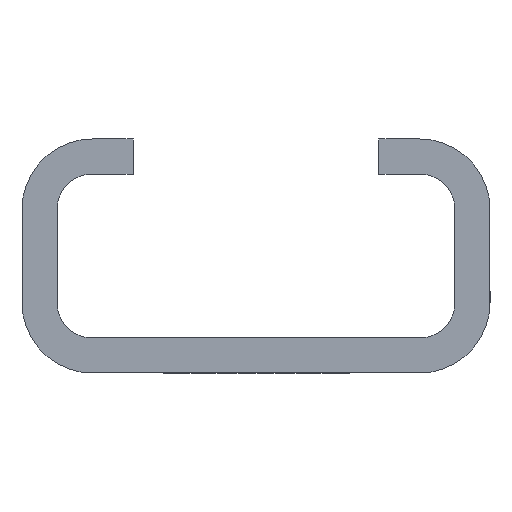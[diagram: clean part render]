
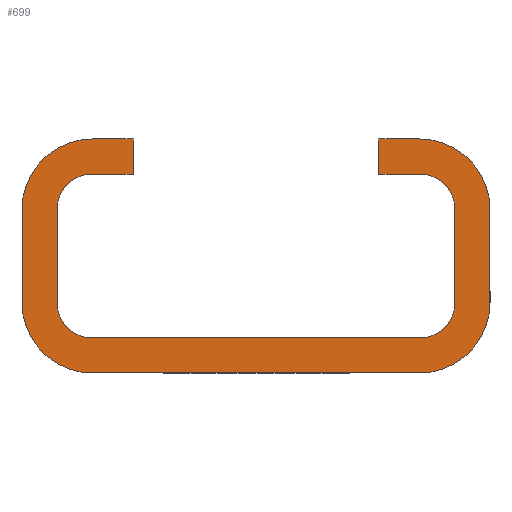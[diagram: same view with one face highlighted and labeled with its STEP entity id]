
A CAD part, left-side view. The second image highlights one B-rep face of the part: STEP entity #699.
In plain terms, the highlighted planar face has unit normal (-1, 0, 0).
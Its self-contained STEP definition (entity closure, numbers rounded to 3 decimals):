
#213=AXIS2_PLACEMENT_3D('Circle Axis2P3D',#211,#212,$) ;
#261=AXIS2_PLACEMENT_3D('Circle Axis2P3D',#259,#260,$) ;
#357=AXIS2_PLACEMENT_3D('Circle Axis2P3D',#355,#356,$) ;
#413=AXIS2_PLACEMENT_3D('Circle Axis2P3D',#411,#412,$) ;
#445=AXIS2_PLACEMENT_3D('Circle Axis2P3D',#443,#444,$) ;
#502=AXIS2_PLACEMENT_3D('Circle Axis2P3D',#500,#501,$) ;
#588=AXIS2_PLACEMENT_3D('Circle Axis2P3D',#586,#587,$) ;
#644=AXIS2_PLACEMENT_3D('Circle Axis2P3D',#642,#643,$) ;
#665=AXIS2_PLACEMENT_3D('Plane Axis2P3D',#662,#663,#664) ;
#208=CARTESIAN_POINT('Vertex',(0.,3.,1.5)) ;
#211=CARTESIAN_POINT('Axis2P3D Location',(0.,3.,3.)) ;
#215=CARTESIAN_POINT('Vertex',(0.,1.5,3.)) ;
#235=CARTESIAN_POINT('Line Origine',(0.,1.5,5.)) ;
#239=CARTESIAN_POINT('Vertex',(0.,1.5,7.)) ;
#259=CARTESIAN_POINT('Axis2P3D Location',(0.,3.,7.)) ;
#263=CARTESIAN_POINT('Vertex',(0.,3.,8.5)) ;
#283=CARTESIAN_POINT('Line Origine',(0.,3.875,8.5)) ;
#287=CARTESIAN_POINT('Vertex',(0.,4.75,8.5)) ;
#307=CARTESIAN_POINT('Line Origine',(0.,4.75,9.25)) ;
#311=CARTESIAN_POINT('Vertex',(0.,4.75,10.)) ;
#331=CARTESIAN_POINT('Line Origine',(0.,3.875,10.)) ;
#335=CARTESIAN_POINT('Vertex',(0.,3.,10.)) ;
#355=CARTESIAN_POINT('Axis2P3D Location',(0.,3.,7.)) ;
#359=CARTESIAN_POINT('Vertex',(0.,0.,7.)) ;
#379=CARTESIAN_POINT('Line Origine',(0.,0.,5.)) ;
#383=CARTESIAN_POINT('Vertex',(0.,0.,3.)) ;
#411=CARTESIAN_POINT('Axis2P3D Location',(0.,3.,3.)) ;
#415=CARTESIAN_POINT('Vertex',(0.,3.,0.)) ;
#440=CARTESIAN_POINT('Vertex',(0.,17.,0.)) ;
#443=CARTESIAN_POINT('Axis2P3D Location',(0.,17.,3.)) ;
#447=CARTESIAN_POINT('Vertex',(0.,20.,3.)) ;
#475=CARTESIAN_POINT('Line Origine',(0.,20.,5.)) ;
#479=CARTESIAN_POINT('Vertex',(0.,20.,7.)) ;
#500=CARTESIAN_POINT('Axis2P3D Location',(0.,17.,7.)) ;
#504=CARTESIAN_POINT('Vertex',(0.,17.,10.)) ;
#519=CARTESIAN_POINT('Line Origine',(0.,16.125,10.)) ;
#523=CARTESIAN_POINT('Vertex',(0.,15.25,10.)) ;
#543=CARTESIAN_POINT('Line Origine',(0.,15.25,9.25)) ;
#547=CARTESIAN_POINT('Vertex',(0.,15.25,8.5)) ;
#562=CARTESIAN_POINT('Line Origine',(0.,16.125,8.5)) ;
#566=CARTESIAN_POINT('Vertex',(0.,17.,8.5)) ;
#586=CARTESIAN_POINT('Axis2P3D Location',(0.,17.,7.)) ;
#590=CARTESIAN_POINT('Vertex',(0.,18.5,7.)) ;
#610=CARTESIAN_POINT('Line Origine',(0.,18.5,5.)) ;
#614=CARTESIAN_POINT('Vertex',(0.,18.5,3.)) ;
#642=CARTESIAN_POINT('Axis2P3D Location',(0.,17.,3.)) ;
#646=CARTESIAN_POINT('Vertex',(0.,17.,1.5)) ;
#662=CARTESIAN_POINT('Axis2P3D Location',(0.,17.,3.)) ;
#667=CARTESIAN_POINT('Line Origine',(0.,10.,0.)) ;
#672=CARTESIAN_POINT('Line Origine',(0.,10.,1.5)) ;
#212=DIRECTION('Axis2P3D Direction',(1.,0.,0.)) ;
#236=DIRECTION('Vector Direction',(0.,0.,-1.)) ;
#260=DIRECTION('Axis2P3D Direction',(1.,0.,0.)) ;
#284=DIRECTION('Vector Direction',(0.,-1.,0.)) ;
#308=DIRECTION('Vector Direction',(0.,0.,-1.)) ;
#332=DIRECTION('Vector Direction',(0.,1.,0.)) ;
#356=DIRECTION('Axis2P3D Direction',(1.,0.,0.)) ;
#380=DIRECTION('Vector Direction',(0.,0.,1.)) ;
#412=DIRECTION('Axis2P3D Direction',(1.,0.,0.)) ;
#444=DIRECTION('Axis2P3D Direction',(1.,0.,0.)) ;
#476=DIRECTION('Vector Direction',(0.,0.,-1.)) ;
#501=DIRECTION('Axis2P3D Direction',(1.,0.,0.)) ;
#520=DIRECTION('Vector Direction',(0.,1.,0.)) ;
#544=DIRECTION('Vector Direction',(0.,0.,1.)) ;
#563=DIRECTION('Vector Direction',(0.,-1.,0.)) ;
#587=DIRECTION('Axis2P3D Direction',(1.,0.,0.)) ;
#611=DIRECTION('Vector Direction',(0.,0.,1.)) ;
#643=DIRECTION('Axis2P3D Direction',(1.,0.,0.)) ;
#663=DIRECTION('Axis2P3D Direction',(-1.,0.,0.)) ;
#664=DIRECTION('Axis2P3D XDirection',(0.,-1.,0.)) ;
#668=DIRECTION('Vector Direction',(0.,-1.,0.)) ;
#673=DIRECTION('Vector Direction',(0.,1.,0.)) ;
#237=VECTOR('Line Direction',#236,1.) ;
#285=VECTOR('Line Direction',#284,1.) ;
#309=VECTOR('Line Direction',#308,1.) ;
#333=VECTOR('Line Direction',#332,1.) ;
#381=VECTOR('Line Direction',#380,1.) ;
#477=VECTOR('Line Direction',#476,1.) ;
#521=VECTOR('Line Direction',#520,1.) ;
#545=VECTOR('Line Direction',#544,1.) ;
#564=VECTOR('Line Direction',#563,1.) ;
#612=VECTOR('Line Direction',#611,1.) ;
#669=VECTOR('Line Direction',#668,1.) ;
#674=VECTOR('Line Direction',#673,1.) ;
#678=ORIENTED_EDGE('',*,*,#449,.T.) ;
#679=ORIENTED_EDGE('',*,*,#671,.T.) ;
#680=ORIENTED_EDGE('',*,*,#417,.T.) ;
#681=ORIENTED_EDGE('',*,*,#385,.T.) ;
#682=ORIENTED_EDGE('',*,*,#361,.T.) ;
#683=ORIENTED_EDGE('',*,*,#337,.T.) ;
#684=ORIENTED_EDGE('',*,*,#313,.T.) ;
#685=ORIENTED_EDGE('',*,*,#289,.T.) ;
#686=ORIENTED_EDGE('',*,*,#265,.T.) ;
#687=ORIENTED_EDGE('',*,*,#241,.T.) ;
#688=ORIENTED_EDGE('',*,*,#217,.T.) ;
#689=ORIENTED_EDGE('',*,*,#676,.T.) ;
#690=ORIENTED_EDGE('',*,*,#648,.T.) ;
#691=ORIENTED_EDGE('',*,*,#616,.T.) ;
#692=ORIENTED_EDGE('',*,*,#592,.T.) ;
#693=ORIENTED_EDGE('',*,*,#568,.T.) ;
#694=ORIENTED_EDGE('',*,*,#549,.T.) ;
#695=ORIENTED_EDGE('',*,*,#525,.T.) ;
#696=ORIENTED_EDGE('',*,*,#506,.T.) ;
#697=ORIENTED_EDGE('',*,*,#481,.T.) ;
#699=ADVANCED_FACE('Schnitt-Linear austragen1',(#698),#666,.T.) ;
#214=CIRCLE('generated circle',#213,1.5) ;
#262=CIRCLE('generated circle',#261,1.5) ;
#358=CIRCLE('generated circle',#357,3.) ;
#414=CIRCLE('generated circle',#413,3.) ;
#446=CIRCLE('generated circle',#445,3.) ;
#503=CIRCLE('generated circle',#502,3.) ;
#589=CIRCLE('generated circle',#588,1.5) ;
#645=CIRCLE('generated circle',#644,1.5) ;
#217=EDGE_CURVE('',#216,#209,#214,.T.) ;
#241=EDGE_CURVE('',#240,#216,#238,.T.) ;
#265=EDGE_CURVE('',#264,#240,#262,.T.) ;
#289=EDGE_CURVE('',#288,#264,#286,.T.) ;
#313=EDGE_CURVE('',#312,#288,#310,.T.) ;
#337=EDGE_CURVE('',#336,#312,#334,.T.) ;
#361=EDGE_CURVE('',#360,#336,#358,.F.) ;
#385=EDGE_CURVE('',#384,#360,#382,.T.) ;
#417=EDGE_CURVE('',#416,#384,#414,.F.) ;
#449=EDGE_CURVE('',#448,#441,#446,.F.) ;
#481=EDGE_CURVE('',#480,#448,#478,.T.) ;
#506=EDGE_CURVE('',#505,#480,#503,.F.) ;
#525=EDGE_CURVE('',#524,#505,#522,.T.) ;
#549=EDGE_CURVE('',#548,#524,#546,.T.) ;
#568=EDGE_CURVE('',#567,#548,#565,.T.) ;
#592=EDGE_CURVE('',#591,#567,#589,.T.) ;
#616=EDGE_CURVE('',#615,#591,#613,.T.) ;
#648=EDGE_CURVE('',#647,#615,#645,.T.) ;
#671=EDGE_CURVE('',#441,#416,#670,.T.) ;
#676=EDGE_CURVE('',#209,#647,#675,.T.) ;
#677=EDGE_LOOP('',(#678,#679,#680,#681,#682,#683,#684,#685,#686,#687,#688,#689,#690,#691,#692,#693,#694,#695,#696,#697)) ;
#698=FACE_OUTER_BOUND('',#677,.T.) ;
#238=LINE('Line',#235,#237) ;
#286=LINE('Line',#283,#285) ;
#310=LINE('Line',#307,#309) ;
#334=LINE('Line',#331,#333) ;
#382=LINE('Line',#379,#381) ;
#478=LINE('Line',#475,#477) ;
#522=LINE('Line',#519,#521) ;
#546=LINE('Line',#543,#545) ;
#565=LINE('Line',#562,#564) ;
#613=LINE('Line',#610,#612) ;
#670=LINE('Line',#667,#669) ;
#675=LINE('Line',#672,#674) ;
#666=PLANE('',#665) ;
#209=VERTEX_POINT('',#208) ;
#216=VERTEX_POINT('',#215) ;
#240=VERTEX_POINT('',#239) ;
#264=VERTEX_POINT('',#263) ;
#288=VERTEX_POINT('',#287) ;
#312=VERTEX_POINT('',#311) ;
#336=VERTEX_POINT('',#335) ;
#360=VERTEX_POINT('',#359) ;
#384=VERTEX_POINT('',#383) ;
#416=VERTEX_POINT('',#415) ;
#441=VERTEX_POINT('',#440) ;
#448=VERTEX_POINT('',#447) ;
#480=VERTEX_POINT('',#479) ;
#505=VERTEX_POINT('',#504) ;
#524=VERTEX_POINT('',#523) ;
#548=VERTEX_POINT('',#547) ;
#567=VERTEX_POINT('',#566) ;
#591=VERTEX_POINT('',#590) ;
#615=VERTEX_POINT('',#614) ;
#647=VERTEX_POINT('',#646) ;
